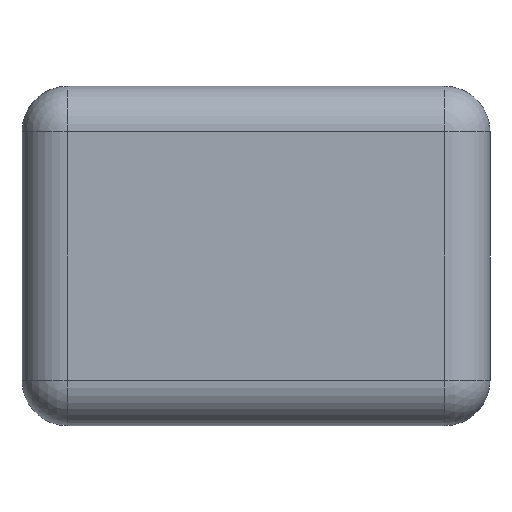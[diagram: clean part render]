
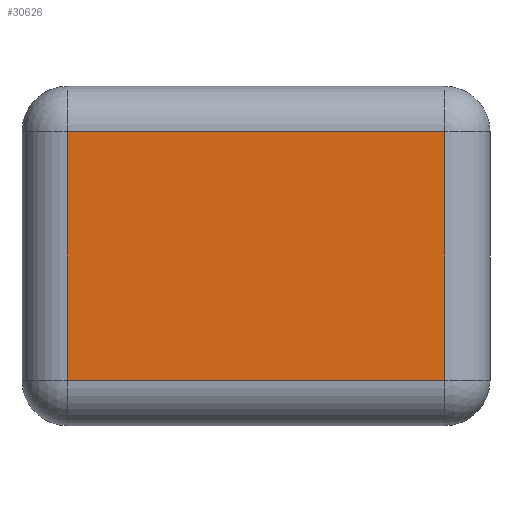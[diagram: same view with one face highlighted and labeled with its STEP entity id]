
A CAD part, front view. The second image highlights one B-rep face of the part: STEP entity #30626.
In plain terms, the highlighted planar face has unit normal (0, -1, 0).
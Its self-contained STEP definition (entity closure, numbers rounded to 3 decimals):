
#180 = VECTOR ( 'NONE', #46427, 1000. ) ;
#885 = EDGE_CURVE ( 'NONE', #43149, #36341, #53818, .T. ) ;
#4508 = CARTESIAN_POINT ( 'NONE',  ( -331.475, -135.594, 218.423 ) ) ;
#21463 = CARTESIAN_POINT ( 'NONE',  ( 331.475, -135.594, 298.423 ) ) ;
#23202 = CARTESIAN_POINT ( 'NONE',  ( 331.475, -135.594, -218.423 ) ) ;
#23779 = CARTESIAN_POINT ( 'NONE',  ( -331.475, -135.594, -298.423 ) ) ;
#24477 = ORIENTED_EDGE ( 'NONE', *, *, #885, .T. ) ;
#24862 = ORIENTED_EDGE ( 'NONE', *, *, #41218, .T. ) ;
#25906 = DIRECTION ( 'NONE',  ( 0., 0., 1. ) ) ;
#28356 = CARTESIAN_POINT ( 'NONE',  ( 331.475, -135.594, 218.423 ) ) ;
#29455 = VECTOR ( 'NONE', #25906, 1000. ) ;
#30626 = ADVANCED_FACE ( 'NONE', ( #47395 ), #34789, .F. ) ;
#34789 = PLANE ( 'NONE',  #66475 ) ;
#35530 = DIRECTION ( 'NONE',  ( 0., 1., 0. ) ) ;
#36341 = VERTEX_POINT ( 'NONE', #4508 ) ;
#37416 = EDGE_CURVE ( 'NONE', #62189, #43149, #60088, .T. ) ;
#38337 = LINE ( 'NONE', #66544, #71406 ) ;
#40356 = DIRECTION ( 'NONE',  ( 0., 0., 1. ) ) ;
#41218 = EDGE_CURVE ( 'NONE', #36341, #52813, #46799, .T. ) ;
#43149 = VERTEX_POINT ( 'NONE', #28356 ) ;
#46427 = DIRECTION ( 'NONE',  ( -1., 0., 0. ) ) ;
#46441 = DIRECTION ( 'NONE',  ( 0., 0., -1. ) ) ;
#46799 = LINE ( 'NONE', #23779, #70689 ) ;
#47395 = FACE_OUTER_BOUND ( 'NONE', #61469, .T. ) ;
#52813 = VERTEX_POINT ( 'NONE', #69264 ) ;
#53818 = LINE ( 'NONE', #57922, #180 ) ;
#57922 = CARTESIAN_POINT ( 'NONE',  ( -411.475, -135.594, 218.423 ) ) ;
#58879 = EDGE_CURVE ( 'NONE', #52813, #62189, #38337, .T. ) ;
#60088 = LINE ( 'NONE', #21463, #29455 ) ;
#61469 = EDGE_LOOP ( 'NONE', ( #68714, #24477, #24862, #68052 ) ) ;
#62189 = VERTEX_POINT ( 'NONE', #23202 ) ;
#66475 = AXIS2_PLACEMENT_3D ( 'NONE', #70028, #35530, #40356 ) ;
#66544 = CARTESIAN_POINT ( 'NONE',  ( 411.475, -135.594, -218.423 ) ) ;
#68052 = ORIENTED_EDGE ( 'NONE', *, *, #58879, .T. ) ;
#68714 = ORIENTED_EDGE ( 'NONE', *, *, #37416, .T. ) ;
#69264 = CARTESIAN_POINT ( 'NONE',  ( -331.475, -135.594, -218.423 ) ) ;
#70028 = CARTESIAN_POINT ( 'NONE',  ( 0., -135.594, 0. ) ) ;
#70689 = VECTOR ( 'NONE', #46441, 1000. ) ;
#71406 = VECTOR ( 'NONE', #72077, 1000. ) ;
#72077 = DIRECTION ( 'NONE',  ( 1., 0., 0. ) ) ;
